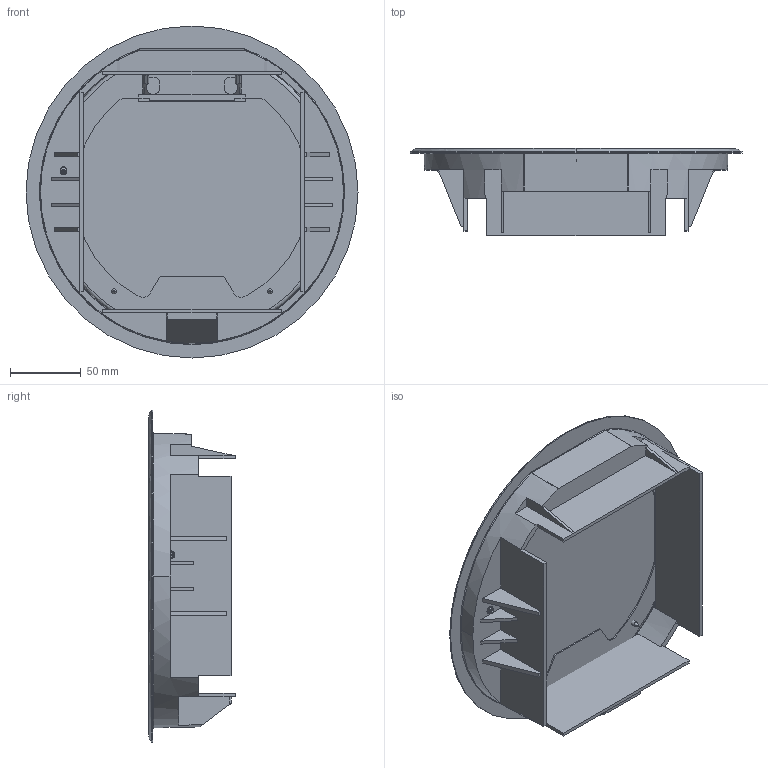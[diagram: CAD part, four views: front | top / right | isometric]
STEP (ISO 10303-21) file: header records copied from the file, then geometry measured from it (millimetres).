
FILE_DESCRIPTION (( 'STEP AP214' ), '1' );
FILE_NAME ('7405436_KSTP1.stp', '2016-05-03T13:04:25', ( '' ), ( '' ), 'SwSTEP 2.0', 'SolidWorks 2014', '' );
FILE_SCHEMA (( 'AUTOMOTIVE_DESIGN' ));
Length unit declared in the file: inch
Products named in the file (8): 30712A_Standard; P_42846A_1_Standard; 56704_Standard; 59498_Standard; 56678A_Standard; 42262A_Standard; 7405436_KSTP1; 35104333_Standard
Assembly tree (8 placements, depth 3):
  7405436_KSTP1
    42262A_Standard
    56678A_Standard
    59498_Standard
    56704_Standard
    30712A_Standard
      P_42846A_1_Standard
    35104333_Standard  x2
Bounding box: 234 x 61 x 234 mm (x, y, z)
Volume: 449272 mm3; surface area: 260614.8 mm2
Topology: 7 solids, 7 shells, 320 faces, 817 edges, 508 vertices
Faces by surface type: plane 185, cylinder 84, bspline 34, cone 17
Entity records: 13945 total; most frequent: CARTESIAN_POINT 3046, ORIENTED_EDGE 1490, DIRECTION 1343, EDGE_CURVE 745, VECTOR 479, LINE 479, VERTEX_POINT 470, AXIS2_PLACEMENT_3D 432
